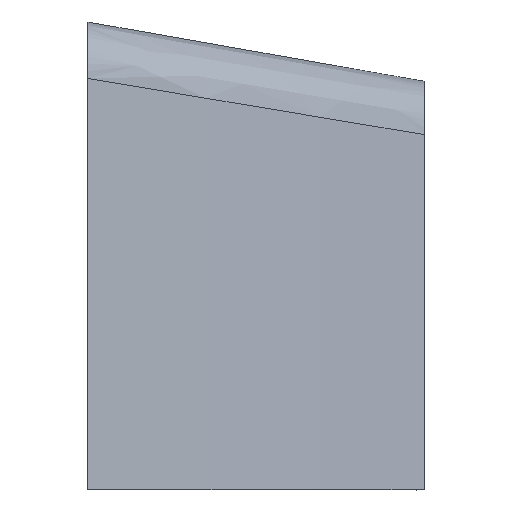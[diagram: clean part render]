
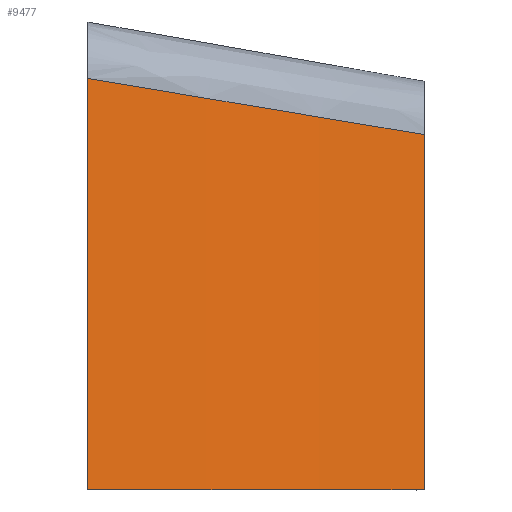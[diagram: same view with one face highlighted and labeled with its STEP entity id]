
A CAD part, left-side view. The second image highlights one B-rep face of the part: STEP entity #9477.
In plain terms, the highlighted cylindrical face has radius 1900 mm (diameter 3800 mm), a partial arc.
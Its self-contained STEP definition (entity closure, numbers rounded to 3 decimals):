
#195 = CARTESIAN_POINT ( 'NONE',  ( -561.011, -575., 209.934 ) ) ;
#988 = ORIENTED_EDGE ( 'NONE', *, *, #17266, .F. ) ;
#1199 = DIRECTION ( 'NONE',  ( 0., 0., 1. ) ) ;
#1602 = CIRCLE ( 'NONE', #4636, 1900. ) ;
#2138 = DIRECTION ( 'NONE',  ( -1., 0., 0. ) ) ;
#2451 = CARTESIAN_POINT ( 'NONE',  ( -561.011, -575., -397.5 ) ) ;
#3076 = CARTESIAN_POINT ( 'NONE',  ( -845., 0., 402.5 ) ) ;
#3358 = CARTESIAN_POINT ( 'NONE',  ( -783.453, -206.871, 271.428 ) ) ;
#3748 = FACE_OUTER_BOUND ( 'NONE', #15946, .T. ) ;
#3978 = LINE ( 'NONE', #15493, #14838 ) ;
#4516 =( BOUNDED_CURVE ( )  B_SPLINE_CURVE ( 3, ( #13186, #11896, #3358, #6212 ),
 .UNSPECIFIED., .F., .F. ) 
 B_SPLINE_CURVE_WITH_KNOTS ( ( 4, 4 ),
 ( 4.084, 4.423 ),
 .UNSPECIFIED. ) 
 CURVE ( )  GEOMETRIC_REPRESENTATION_ITEM ( )  RATIONAL_B_SPLINE_CURVE ( ( 1., 0.99, 0.99, 1. ) ) 
 REPRESENTATION_ITEM ( '' )  );
#4636 = AXIS2_PLACEMENT_3D ( 'NONE', #10358, #10550, #2138 ) ;
#4675 = ORIENTED_EDGE ( 'NONE', *, *, #13317, .F. ) ;
#5758 = VERTEX_POINT ( 'NONE', #11418 ) ;
#6212 = CARTESIAN_POINT ( 'NONE',  ( -845., 0., 305.985 ) ) ;
#6862 = ORIENTED_EDGE ( 'NONE', *, *, #15077, .F. ) ;
#8714 = CARTESIAN_POINT ( 'NONE',  ( -845., 0., -397.5 ) ) ;
#9477 = ADVANCED_FACE ( 'NONE', ( #3748 ), #13932, .T. ) ;
#10358 = CARTESIAN_POINT ( 'NONE',  ( 976.111, 541.806, -397.5 ) ) ;
#10550 = DIRECTION ( 'NONE',  ( 0., 0., -1. ) ) ;
#10738 = AXIS2_PLACEMENT_3D ( 'NONE', #17807, #1199, #12167 ) ;
#11066 = VERTEX_POINT ( 'NONE', #195 ) ;
#11418 = CARTESIAN_POINT ( 'NONE',  ( -845., 0., 305.985 ) ) ;
#11719 = LINE ( 'NONE', #3076, #15022 ) ;
#11896 = CARTESIAN_POINT ( 'NONE',  ( -687.876, -400.389, 239.102 ) ) ;
#12043 = VERTEX_POINT ( 'NONE', #2451 ) ;
#12167 = DIRECTION ( 'NONE',  ( 1., 0., 0. ) ) ;
#12386 = VERTEX_POINT ( 'NONE', #8714 ) ;
#12817 = ORIENTED_EDGE ( 'NONE', *, *, #14474, .T. ) ;
#13186 = CARTESIAN_POINT ( 'NONE',  ( -561.011, -575., 209.934 ) ) ;
#13317 = EDGE_CURVE ( 'NONE', #12386, #5758, #11719, .T. ) ;
#13924 = DIRECTION ( 'NONE',  ( 0., 0., -1. ) ) ;
#13932 = CYLINDRICAL_SURFACE ( 'NONE', #10738, 1900. ) ;
#14056 = DIRECTION ( 'NONE',  ( 0., 0., 1. ) ) ;
#14474 = EDGE_CURVE ( 'NONE', #11066, #5758, #4516, .T. ) ;
#14838 = VECTOR ( 'NONE', #13924, 1000. ) ;
#15022 = VECTOR ( 'NONE', #14056, 1000. ) ;
#15077 = EDGE_CURVE ( 'NONE', #11066, #12043, #3978, .T. ) ;
#15493 = CARTESIAN_POINT ( 'NONE',  ( -561.011, -575., -402.5 ) ) ;
#15946 = EDGE_LOOP ( 'NONE', ( #988, #6862, #12817, #4675 ) ) ;
#17266 = EDGE_CURVE ( 'NONE', #12043, #12386, #1602, .T. ) ;
#17807 = CARTESIAN_POINT ( 'NONE',  ( 976.111, 541.806, -402.5 ) ) ;
